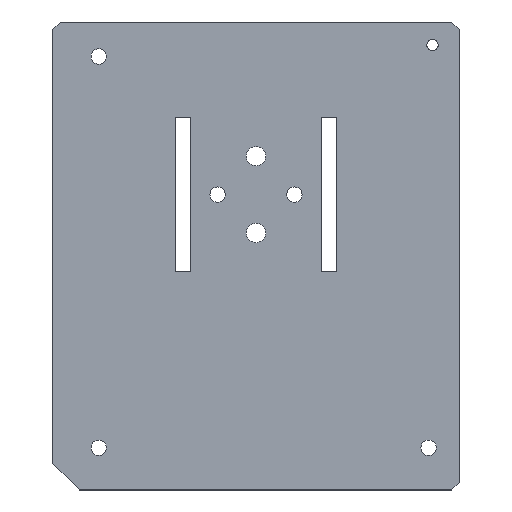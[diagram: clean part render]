
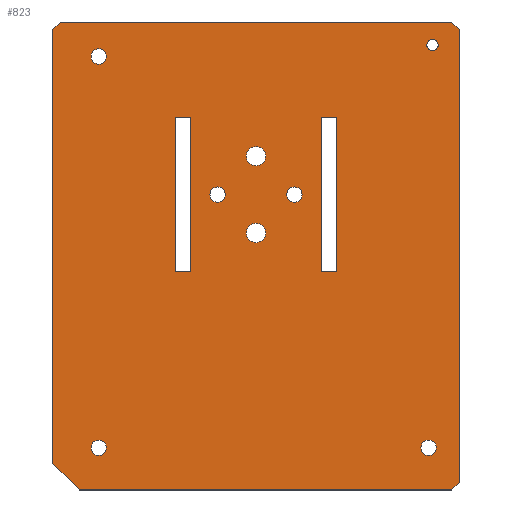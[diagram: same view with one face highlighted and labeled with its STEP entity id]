
A CAD part, top view. The second image highlights one B-rep face of the part: STEP entity #823.
In plain terms, the highlighted planar face has unit normal (0, 0, 1).
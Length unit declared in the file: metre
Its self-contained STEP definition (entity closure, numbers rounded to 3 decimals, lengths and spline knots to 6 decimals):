
#20=LINE('',#1172,#116);
#21=LINE('',#1175,#117);
#22=LINE('',#1177,#118);
#23=LINE('',#1179,#119);
#24=LINE('',#1181,#120);
#25=LINE('',#1183,#121);
#26=LINE('',#1185,#122);
#27=LINE('',#1187,#123);
#28=LINE('',#1188,#124);
#29=LINE('',#1191,#125);
#30=LINE('',#1193,#126);
#31=LINE('',#1195,#127);
#32=LINE('',#1196,#128);
#33=LINE('',#1199,#129);
#34=LINE('',#1201,#130);
#35=LINE('',#1203,#131);
#116=VECTOR('',#958,1.);
#117=VECTOR('',#959,1.);
#118=VECTOR('',#960,1.);
#119=VECTOR('',#961,1.);
#120=VECTOR('',#962,1.);
#121=VECTOR('',#963,1.);
#122=VECTOR('',#964,1.);
#123=VECTOR('',#965,1.);
#124=VECTOR('',#966,1.);
#125=VECTOR('',#967,1.);
#126=VECTOR('',#968,1.);
#127=VECTOR('',#969,1.);
#128=VECTOR('',#970,1.);
#129=VECTOR('',#971,1.);
#130=VECTOR('',#972,1.);
#131=VECTOR('',#973,1.);
#212=ORIENTED_EDGE('',*,*,#436,.F.);
#213=ORIENTED_EDGE('',*,*,#437,.F.);
#214=ORIENTED_EDGE('',*,*,#438,.F.);
#215=ORIENTED_EDGE('',*,*,#439,.F.);
#216=ORIENTED_EDGE('',*,*,#440,.F.);
#217=ORIENTED_EDGE('',*,*,#441,.F.);
#218=ORIENTED_EDGE('',*,*,#442,.F.);
#219=ORIENTED_EDGE('',*,*,#443,.F.);
#220=ORIENTED_EDGE('',*,*,#444,.T.);
#221=ORIENTED_EDGE('',*,*,#445,.T.);
#222=ORIENTED_EDGE('',*,*,#446,.T.);
#223=ORIENTED_EDGE('',*,*,#447,.T.);
#224=ORIENTED_EDGE('',*,*,#448,.F.);
#225=ORIENTED_EDGE('',*,*,#449,.T.);
#226=ORIENTED_EDGE('',*,*,#450,.F.);
#227=ORIENTED_EDGE('',*,*,#451,.T.);
#228=ORIENTED_EDGE('',*,*,#452,.F.);
#229=ORIENTED_EDGE('',*,*,#453,.T.);
#230=ORIENTED_EDGE('',*,*,#454,.T.);
#231=ORIENTED_EDGE('',*,*,#455,.F.);
#232=ORIENTED_EDGE('',*,*,#456,.F.);
#233=ORIENTED_EDGE('',*,*,#457,.T.);
#234=ORIENTED_EDGE('',*,*,#458,.T.);
#235=ORIENTED_EDGE('',*,*,#459,.F.);
#436=EDGE_CURVE('',#548,#548,#628,.T.);
#437=EDGE_CURVE('',#549,#549,#629,.T.);
#438=EDGE_CURVE('',#550,#550,#630,.T.);
#439=EDGE_CURVE('',#551,#551,#631,.T.);
#440=EDGE_CURVE('',#552,#552,#632,.T.);
#441=EDGE_CURVE('',#553,#553,#633,.T.);
#442=EDGE_CURVE('',#554,#554,#634,.T.);
#443=EDGE_CURVE('',#555,#555,#635,.T.);
#444=EDGE_CURVE('',#556,#557,#20,.T.);
#445=EDGE_CURVE('',#557,#558,#21,.F.);
#446=EDGE_CURVE('',#558,#559,#22,.T.);
#447=EDGE_CURVE('',#559,#560,#23,.T.);
#448=EDGE_CURVE('',#561,#560,#24,.T.);
#449=EDGE_CURVE('',#561,#562,#25,.F.);
#450=EDGE_CURVE('',#563,#562,#26,.T.);
#451=EDGE_CURVE('',#563,#556,#27,.T.);
#452=EDGE_CURVE('',#564,#565,#28,.T.);
#453=EDGE_CURVE('',#564,#566,#29,.T.);
#454=EDGE_CURVE('',#566,#567,#30,.T.);
#455=EDGE_CURVE('',#565,#567,#31,.T.);
#456=EDGE_CURVE('',#568,#569,#32,.T.);
#457=EDGE_CURVE('',#568,#570,#33,.T.);
#458=EDGE_CURVE('',#570,#571,#34,.T.);
#459=EDGE_CURVE('',#569,#571,#35,.T.);
#548=VERTEX_POINT('',#1157);
#549=VERTEX_POINT('',#1159);
#550=VERTEX_POINT('',#1161);
#551=VERTEX_POINT('',#1163);
#552=VERTEX_POINT('',#1165);
#553=VERTEX_POINT('',#1167);
#554=VERTEX_POINT('',#1169);
#555=VERTEX_POINT('',#1171);
#556=VERTEX_POINT('',#1173);
#557=VERTEX_POINT('',#1174);
#558=VERTEX_POINT('',#1176);
#559=VERTEX_POINT('',#1178);
#560=VERTEX_POINT('',#1180);
#561=VERTEX_POINT('',#1182);
#562=VERTEX_POINT('',#1184);
#563=VERTEX_POINT('',#1186);
#564=VERTEX_POINT('',#1189);
#565=VERTEX_POINT('',#1190);
#566=VERTEX_POINT('',#1192);
#567=VERTEX_POINT('',#1194);
#568=VERTEX_POINT('',#1197);
#569=VERTEX_POINT('',#1198);
#570=VERTEX_POINT('',#1200);
#571=VERTEX_POINT('',#1202);
#628=CIRCLE('',#880,0.002);
#629=CIRCLE('',#881,0.0025);
#630=CIRCLE('',#882,0.0025);
#631=CIRCLE('',#883,0.002);
#632=CIRCLE('',#884,0.0015);
#633=CIRCLE('',#885,0.002);
#634=CIRCLE('',#886,0.002);
#635=CIRCLE('',#887,0.002);
#644=EDGE_LOOP('',(#212));
#645=EDGE_LOOP('',(#213));
#646=EDGE_LOOP('',(#214));
#647=EDGE_LOOP('',(#215));
#648=EDGE_LOOP('',(#216));
#649=EDGE_LOOP('',(#217));
#650=EDGE_LOOP('',(#218));
#651=EDGE_LOOP('',(#219));
#652=EDGE_LOOP('',(#220,#221,#222,#223,#224,#225,#226,#227));
#653=EDGE_LOOP('',(#228,#229,#230,#231));
#654=EDGE_LOOP('',(#232,#233,#234,#235));
#716=FACE_BOUND('',#644,.T.);
#717=FACE_BOUND('',#645,.T.);
#718=FACE_BOUND('',#646,.T.);
#719=FACE_BOUND('',#647,.T.);
#720=FACE_BOUND('',#648,.T.);
#721=FACE_BOUND('',#649,.T.);
#722=FACE_BOUND('',#650,.T.);
#723=FACE_BOUND('',#651,.T.);
#724=FACE_BOUND('',#652,.T.);
#725=FACE_BOUND('',#653,.T.);
#726=FACE_BOUND('',#654,.T.);
#788=PLANE('',#879);
#823=ADVANCED_FACE('',(#716,#717,#718,#719,#720,#721,#722,#723,#724,#725,
#726),#788,.T.);
#879=AXIS2_PLACEMENT_3D('',#1155,#940,#941);
#880=AXIS2_PLACEMENT_3D('',#1156,#942,#943);
#881=AXIS2_PLACEMENT_3D('',#1158,#944,#945);
#882=AXIS2_PLACEMENT_3D('',#1160,#946,#947);
#883=AXIS2_PLACEMENT_3D('',#1162,#948,#949);
#884=AXIS2_PLACEMENT_3D('',#1164,#950,#951);
#885=AXIS2_PLACEMENT_3D('',#1166,#952,#953);
#886=AXIS2_PLACEMENT_3D('',#1168,#954,#955);
#887=AXIS2_PLACEMENT_3D('',#1170,#956,#957);
#940=DIRECTION('',(0.,0.,1.));
#941=DIRECTION('',(1.,0.,0.));
#942=DIRECTION('',(0.,0.,1.));
#943=DIRECTION('',(1.,0.,0.));
#944=DIRECTION('',(0.,0.,1.));
#945=DIRECTION('',(1.,0.,0.));
#946=DIRECTION('',(0.,0.,1.));
#947=DIRECTION('',(1.,0.,0.));
#948=DIRECTION('',(0.,0.,1.));
#949=DIRECTION('',(1.,0.,0.));
#950=DIRECTION('',(0.,0.,1.));
#951=DIRECTION('',(1.,0.,0.));
#952=DIRECTION('',(0.,0.,1.));
#953=DIRECTION('',(1.,0.,0.));
#954=DIRECTION('',(0.,0.,1.));
#955=DIRECTION('',(1.,0.,0.));
#956=DIRECTION('',(0.,0.,1.));
#957=DIRECTION('',(1.,0.,0.));
#958=DIRECTION('',(0.,1.,0.));
#959=DIRECTION('',(0.707,-0.707,0.));
#960=DIRECTION('',(-1.,0.,0.));
#961=DIRECTION('',(-0.707,-0.707,0.));
#962=DIRECTION('',(0.,1.,0.));
#963=DIRECTION('',(-0.707,0.707,0.));
#964=DIRECTION('',(-1.,0.,0.));
#965=DIRECTION('',(0.707,0.707,0.));
#966=DIRECTION('',(1.,0.,0.));
#967=DIRECTION('',(0.,1.,0.));
#968=DIRECTION('',(1.,0.,0.));
#969=DIRECTION('',(0.,1.,0.));
#970=DIRECTION('',(0.,1.,0.));
#971=DIRECTION('',(-1.,0.,0.));
#972=DIRECTION('',(0.,1.,0.));
#973=DIRECTION('',(-1.,0.,0.));
#1155=CARTESIAN_POINT('',(0.,0.,0.003));
#1156=CARTESIAN_POINT('',(-0.01,0.016,0.003));
#1157=CARTESIAN_POINT('',(-0.008,0.016,0.003));
#1158=CARTESIAN_POINT('',(0.,0.026,0.003));
#1159=CARTESIAN_POINT('',(0.0025,0.026,0.003));
#1160=CARTESIAN_POINT('',(0.,0.006,0.003));
#1161=CARTESIAN_POINT('',(0.0025,0.006,0.003));
#1162=CARTESIAN_POINT('',(0.01,0.016,0.003));
#1163=CARTESIAN_POINT('',(0.012,0.016,0.003));
#1164=CARTESIAN_POINT('',(0.046,0.055,0.003));
#1165=CARTESIAN_POINT('',(0.0475,0.055,0.003));
#1166=CARTESIAN_POINT('',(0.045,-0.05,0.003));
#1167=CARTESIAN_POINT('',(0.047,-0.05,0.003));
#1168=CARTESIAN_POINT('',(-0.041,-0.05,0.003));
#1169=CARTESIAN_POINT('',(-0.039,-0.05,0.003));
#1170=CARTESIAN_POINT('',(-0.041,0.052,0.003));
#1171=CARTESIAN_POINT('',(-0.039,0.052,0.003));
#1172=CARTESIAN_POINT('',(0.053,0.,0.003));
#1173=CARTESIAN_POINT('',(0.053,-0.059,0.003));
#1174=CARTESIAN_POINT('',(0.053,0.059,0.003));
#1175=CARTESIAN_POINT('',(0.056,0.056,0.003));
#1176=CARTESIAN_POINT('',(0.051,0.061,0.003));
#1177=CARTESIAN_POINT('',(0.,0.061,0.003));
#1178=CARTESIAN_POINT('',(-0.051,0.061,0.003));
#1179=CARTESIAN_POINT('',(-0.056,0.056,0.003));
#1180=CARTESIAN_POINT('',(-0.053,0.059,0.003));
#1181=CARTESIAN_POINT('',(-0.053,0.,0.003));
#1182=CARTESIAN_POINT('',(-0.053,-0.054,0.003));
#1183=CARTESIAN_POINT('',(-0.0535,-0.0535,0.003));
#1184=CARTESIAN_POINT('',(-0.046,-0.061,0.003));
#1185=CARTESIAN_POINT('',(0.,-0.061,0.003));
#1186=CARTESIAN_POINT('',(0.051,-0.061,0.003));
#1187=CARTESIAN_POINT('',(0.056,-0.056,0.003));
#1188=CARTESIAN_POINT('',(-0.019,-0.004,0.003));
#1189=CARTESIAN_POINT('',(-0.021,-0.004,0.003));
#1190=CARTESIAN_POINT('',(-0.017,-0.004,0.003));
#1191=CARTESIAN_POINT('',(-0.021,0.016,0.003));
#1192=CARTESIAN_POINT('',(-0.021,0.036,0.003));
#1193=CARTESIAN_POINT('',(-0.019,0.036,0.003));
#1194=CARTESIAN_POINT('',(-0.017,0.036,0.003));
#1195=CARTESIAN_POINT('',(-0.017,0.016,0.003));
#1196=CARTESIAN_POINT('',(0.021,0.016,0.003));
#1197=CARTESIAN_POINT('',(0.021,-0.004,0.003));
#1198=CARTESIAN_POINT('',(0.021,0.036,0.003));
#1199=CARTESIAN_POINT('',(0.019,-0.004,0.003));
#1200=CARTESIAN_POINT('',(0.017,-0.004,0.003));
#1201=CARTESIAN_POINT('',(0.017,0.016,0.003));
#1202=CARTESIAN_POINT('',(0.017,0.036,0.003));
#1203=CARTESIAN_POINT('',(0.019,0.036,0.003));
